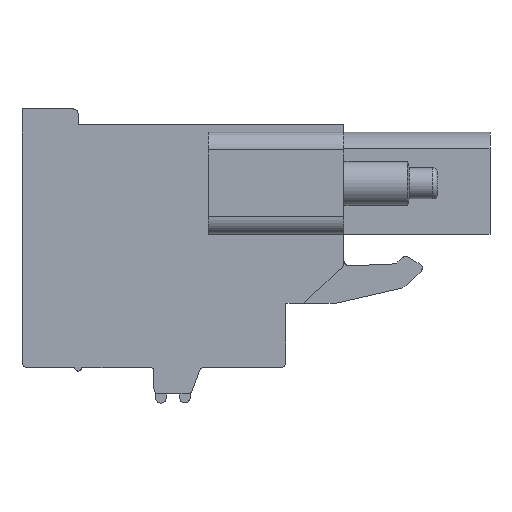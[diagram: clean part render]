
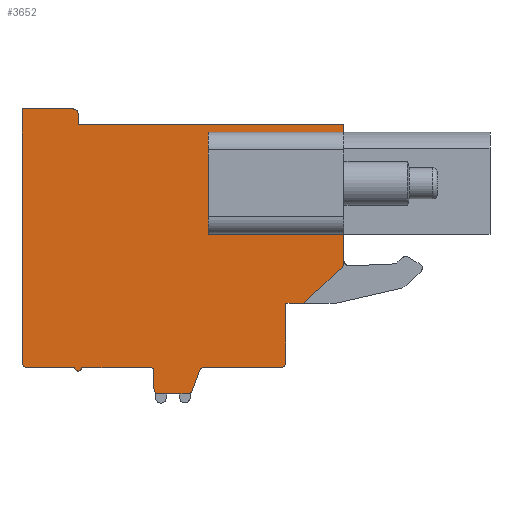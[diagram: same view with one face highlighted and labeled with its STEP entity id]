
A CAD part, left-side view. The second image highlights one B-rep face of the part: STEP entity #3652.
In plain terms, the highlighted planar face has unit normal (-1, 0, 0).
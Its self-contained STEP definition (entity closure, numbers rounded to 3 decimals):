
#694=DIRECTION('',(0.,1.,0.));
#695=VECTOR('',#694,6.1);
#696=CARTESIAN_POINT('',(-10.78,-4.06,0.73));
#697=LINE('',#696,#695);
#698=DIRECTION('',(0.,1.,0.));
#699=VECTOR('',#698,6.1);
#700=CARTESIAN_POINT('',(-10.78,-4.06,6.53));
#701=LINE('',#700,#699);
#702=DIRECTION('',(0.,0.,-1.));
#703=VECTOR('',#702,7.87);
#704=CARTESIAN_POINT('',(-10.78,-5.66,6.96));
#705=LINE('',#704,#703);
#706=CARTESIAN_POINT('',(-10.78,-5.36,-0.91));
#707=DIRECTION('',(1.,0.,0.));
#708=DIRECTION('',(0.,-1.,0.));
#709=AXIS2_PLACEMENT_3D('',#706,#707,#708);
#711=DIRECTION('',(0.,0.731,-0.683));
#712=VECTOR('',#711,3.018);
#713=CARTESIAN_POINT('',(-10.78,-5.565,-1.129));
#714=LINE('',#713,#712);
#715=DIRECTION('',(0.,1.,0.));
#716=VECTOR('',#715,1.);
#717=CARTESIAN_POINT('',(-10.78,-3.36,-3.19));
#718=LINE('',#717,#716);
#719=DIRECTION('',(0.,0.,-1.));
#720=VECTOR('',#719,3.35);
#721=CARTESIAN_POINT('',(-10.78,-2.36,-3.19));
#722=LINE('',#721,#720);
#723=CARTESIAN_POINT('',(-10.78,-2.06,-6.54));
#724=DIRECTION('',(1.,0.,0.));
#725=DIRECTION('',(0.,-1.,0.));
#726=AXIS2_PLACEMENT_3D('',#723,#724,#725);
#728=DIRECTION('',(0.,1.,0.));
#729=VECTOR('',#728,4.34);
#730=CARTESIAN_POINT('',(-10.78,-2.06,-6.84));
#731=LINE('',#730,#729);
#732=CARTESIAN_POINT('',(-10.78,2.28,-7.14));
#733=DIRECTION('',(-1.,0.,0.));
#734=DIRECTION('',(0.,0.,1.));
#735=AXIS2_PLACEMENT_3D('',#732,#733,#734);
#737=DIRECTION('',(0.,0.345,-0.939));
#738=VECTOR('',#737,1.179);
#739=CARTESIAN_POINT('',(-10.78,2.562,-7.037));
#740=LINE('',#739,#738);
#741=CARTESIAN_POINT('',(-10.78,3.25,-8.04));
#742=DIRECTION('',(1.,0.,0.));
#743=DIRECTION('',(0.,-0.939,-0.345));
#744=AXIS2_PLACEMENT_3D('',#741,#742,#743);
#746=DIRECTION('',(0.,1.,0.));
#747=VECTOR('',#746,1.59);
#748=CARTESIAN_POINT('',(-10.78,3.25,-8.34));
#749=LINE('',#748,#747);
#750=CARTESIAN_POINT('',(-10.78,4.84,-8.04));
#751=DIRECTION('',(1.,0.,0.));
#752=DIRECTION('',(0.,0.,-1.));
#753=AXIS2_PLACEMENT_3D('',#750,#751,#752);
#755=DIRECTION('',(0.,0.,1.));
#756=VECTOR('',#755,1.);
#757=CARTESIAN_POINT('',(-10.78,5.14,-8.04));
#758=LINE('',#757,#756);
#759=CARTESIAN_POINT('',(-10.78,5.34,-7.04));
#760=DIRECTION('',(-1.,0.,0.));
#761=DIRECTION('',(0.,-1.,0.));
#762=AXIS2_PLACEMENT_3D('',#759,#760,#761);
#764=DIRECTION('',(0.,1.,0.));
#765=VECTOR('',#764,3.9);
#766=CARTESIAN_POINT('',(-10.78,5.34,-6.84));
#767=LINE('',#766,#765);
#768=CARTESIAN_POINT('',(-10.78,9.44,-6.84));
#769=DIRECTION('',(1.,0.,0.));
#770=DIRECTION('',(0.,-1.,0.));
#771=AXIS2_PLACEMENT_3D('',#768,#769,#770);
#773=DIRECTION('',(0.,1.,0.));
#774=VECTOR('',#773,2.7);
#775=CARTESIAN_POINT('',(-10.78,9.64,-6.84));
#776=LINE('',#775,#774);
#777=CARTESIAN_POINT('',(-10.78,12.34,-6.54));
#778=DIRECTION('',(1.,0.,0.));
#779=DIRECTION('',(0.,0.,-1.));
#780=AXIS2_PLACEMENT_3D('',#777,#778,#779);
#782=DIRECTION('',(0.,0.,1.));
#783=VECTOR('',#782,14.4);
#784=CARTESIAN_POINT('',(-10.78,12.64,-6.54));
#785=LINE('',#784,#783);
#786=DIRECTION('',(0.,-1.,0.));
#787=VECTOR('',#786,2.9);
#788=CARTESIAN_POINT('',(-10.78,12.64,7.86));
#789=LINE('',#788,#787);
#790=CARTESIAN_POINT('',(-10.78,9.74,7.56));
#791=DIRECTION('',(1.,0.,0.));
#792=DIRECTION('',(0.,0.,1.));
#793=AXIS2_PLACEMENT_3D('',#790,#791,#792);
#795=DIRECTION('',(0.,0.,-1.));
#796=VECTOR('',#795,0.6);
#797=CARTESIAN_POINT('',(-10.78,9.44,7.56));
#798=LINE('',#797,#796);
#799=DIRECTION('',(0.,-1.,0.));
#800=VECTOR('',#799,15.1);
#801=CARTESIAN_POINT('',(-10.78,9.44,6.96));
#802=LINE('',#801,#800);
#854=DIRECTION('',(0.,0.,1.));
#855=VECTOR('',#854,5.8);
#856=CARTESIAN_POINT('',(-10.78,2.04,0.73));
#857=LINE('',#856,#855);
#959=DIRECTION('',(0.,0.,1.));
#960=VECTOR('',#959,5.8);
#961=CARTESIAN_POINT('',(-10.78,-4.06,0.73));
#962=LINE('',#961,#960);
#2125=CARTESIAN_POINT('',(-10.78,9.44,6.96));
#2126=CARTESIAN_POINT('',(-10.78,-5.66,6.96));
#2127=VERTEX_POINT('',#2125);
#2128=VERTEX_POINT('',#2126);
#2129=CARTESIAN_POINT('',(-10.78,-5.66,-0.91));
#2130=CARTESIAN_POINT('',(-10.78,-5.565,-1.129));
#2131=VERTEX_POINT('',#2129);
#2132=VERTEX_POINT('',#2130);
#2133=CARTESIAN_POINT('',(-10.78,-3.36,-3.19));
#2134=VERTEX_POINT('',#2133);
#2135=CARTESIAN_POINT('',(-10.78,-2.36,-3.19));
#2136=VERTEX_POINT('',#2135);
#2137=CARTESIAN_POINT('',(-10.78,-2.36,-6.54));
#2138=VERTEX_POINT('',#2137);
#2139=CARTESIAN_POINT('',(-10.78,-2.06,-6.84));
#2140=VERTEX_POINT('',#2139);
#2141=CARTESIAN_POINT('',(-10.78,2.28,-6.84));
#2142=VERTEX_POINT('',#2141);
#2143=CARTESIAN_POINT('',(-10.78,2.562,-7.037));
#2144=VERTEX_POINT('',#2143);
#2145=CARTESIAN_POINT('',(-10.78,2.968,-8.143));
#2146=VERTEX_POINT('',#2145);
#2147=CARTESIAN_POINT('',(-10.78,3.25,-8.34));
#2148=VERTEX_POINT('',#2147);
#2149=CARTESIAN_POINT('',(-10.78,4.84,-8.34));
#2150=VERTEX_POINT('',#2149);
#2151=CARTESIAN_POINT('',(-10.78,5.14,-8.04));
#2152=VERTEX_POINT('',#2151);
#2153=CARTESIAN_POINT('',(-10.78,5.14,-7.04));
#2154=VERTEX_POINT('',#2153);
#2155=CARTESIAN_POINT('',(-10.78,5.34,-6.84));
#2156=VERTEX_POINT('',#2155);
#2157=CARTESIAN_POINT('',(-10.78,9.24,-6.84));
#2158=VERTEX_POINT('',#2157);
#2159=CARTESIAN_POINT('',(-10.78,9.64,-6.84));
#2160=VERTEX_POINT('',#2159);
#2161=CARTESIAN_POINT('',(-10.78,12.34,-6.84));
#2162=VERTEX_POINT('',#2161);
#2163=CARTESIAN_POINT('',(-10.78,12.64,-6.54));
#2164=VERTEX_POINT('',#2163);
#2165=CARTESIAN_POINT('',(-10.78,12.64,7.86));
#2166=VERTEX_POINT('',#2165);
#2167=CARTESIAN_POINT('',(-10.78,9.74,7.86));
#2168=VERTEX_POINT('',#2167);
#2169=CARTESIAN_POINT('',(-10.78,9.44,7.56));
#2170=VERTEX_POINT('',#2169);
#2575=CARTESIAN_POINT('',(-10.78,2.04,0.73));
#2576=CARTESIAN_POINT('',(-10.78,2.04,6.53));
#2577=VERTEX_POINT('',#2575);
#2578=VERTEX_POINT('',#2576);
#2611=CARTESIAN_POINT('',(-10.78,-4.06,0.73));
#2612=CARTESIAN_POINT('',(-10.78,-4.06,6.53));
#2613=VERTEX_POINT('',#2611);
#2614=VERTEX_POINT('',#2612);
#3590=CARTESIAN_POINT('',(-10.78,0.,0.));
#3591=DIRECTION('',(1.,0.,0.));
#3592=DIRECTION('',(0.,-1.,0.));
#3593=AXIS2_PLACEMENT_3D('',#3590,#3591,#3592);
#3594=PLANE('',#3593);
#3595=ORIENTED_EDGE('',*,*,#2863,.T.);
#3597=ORIENTED_EDGE('',*,*,#3596,.T.);
#3599=ORIENTED_EDGE('',*,*,#3598,.T.);
#3601=ORIENTED_EDGE('',*,*,#3600,.T.);
#3603=ORIENTED_EDGE('',*,*,#3602,.T.);
#3605=ORIENTED_EDGE('',*,*,#3604,.T.);
#3607=ORIENTED_EDGE('',*,*,#3606,.T.);
#3609=ORIENTED_EDGE('',*,*,#3608,.T.);
#3611=ORIENTED_EDGE('',*,*,#3610,.T.);
#3613=ORIENTED_EDGE('',*,*,#3612,.T.);
#3615=ORIENTED_EDGE('',*,*,#3614,.T.);
#3617=ORIENTED_EDGE('',*,*,#3616,.T.);
#3619=ORIENTED_EDGE('',*,*,#3618,.T.);
#3621=ORIENTED_EDGE('',*,*,#3620,.T.);
#3623=ORIENTED_EDGE('',*,*,#3622,.T.);
#3625=ORIENTED_EDGE('',*,*,#3624,.T.);
#3627=ORIENTED_EDGE('',*,*,#3626,.T.);
#3629=ORIENTED_EDGE('',*,*,#3628,.T.);
#3631=ORIENTED_EDGE('',*,*,#3630,.T.);
#3633=ORIENTED_EDGE('',*,*,#3632,.T.);
#3635=ORIENTED_EDGE('',*,*,#3634,.T.);
#3637=ORIENTED_EDGE('',*,*,#3636,.T.);
#3639=ORIENTED_EDGE('',*,*,#3638,.T.);
#3640=EDGE_LOOP('',(#3595,#3597,#3599,#3601,#3603,#3605,#3607,#3609,#3611,#3613,
#3615,#3617,#3619,#3621,#3623,#3625,#3627,#3629,#3631,#3633,#3635,#3637,#3639));
#3641=FACE_OUTER_BOUND('',#3640,.F.);
#3643=ORIENTED_EDGE('',*,*,#3642,.F.);
#3645=ORIENTED_EDGE('',*,*,#3644,.T.);
#3647=ORIENTED_EDGE('',*,*,#3646,.T.);
#3649=ORIENTED_EDGE('',*,*,#3648,.F.);
#3650=EDGE_LOOP('',(#3643,#3645,#3647,#3649));
#3651=FACE_BOUND('',#3650,.F.);
#3652=ADVANCED_FACE('',(#3641,#3651),#3594,.F.);
#710=CIRCLE('',#709,0.3);
#727=CIRCLE('',#726,0.3);
#736=CIRCLE('',#735,0.3);
#745=CIRCLE('',#744,0.3);
#754=CIRCLE('',#753,0.3);
#763=CIRCLE('',#762,0.2);
#772=CIRCLE('',#771,0.2);
#781=CIRCLE('',#780,0.3);
#794=CIRCLE('',#793,0.3);
#2863=EDGE_CURVE('',#2128,#2131,#705,.T.);
#3596=EDGE_CURVE('',#2131,#2132,#710,.T.);
#3598=EDGE_CURVE('',#2132,#2134,#714,.T.);
#3600=EDGE_CURVE('',#2134,#2136,#718,.T.);
#3602=EDGE_CURVE('',#2136,#2138,#722,.T.);
#3604=EDGE_CURVE('',#2138,#2140,#727,.T.);
#3606=EDGE_CURVE('',#2140,#2142,#731,.T.);
#3608=EDGE_CURVE('',#2142,#2144,#736,.T.);
#3610=EDGE_CURVE('',#2144,#2146,#740,.T.);
#3612=EDGE_CURVE('',#2146,#2148,#745,.T.);
#3614=EDGE_CURVE('',#2148,#2150,#749,.T.);
#3616=EDGE_CURVE('',#2150,#2152,#754,.T.);
#3618=EDGE_CURVE('',#2152,#2154,#758,.T.);
#3620=EDGE_CURVE('',#2154,#2156,#763,.T.);
#3622=EDGE_CURVE('',#2156,#2158,#767,.T.);
#3624=EDGE_CURVE('',#2158,#2160,#772,.T.);
#3626=EDGE_CURVE('',#2160,#2162,#776,.T.);
#3628=EDGE_CURVE('',#2162,#2164,#781,.T.);
#3630=EDGE_CURVE('',#2164,#2166,#785,.T.);
#3632=EDGE_CURVE('',#2166,#2168,#789,.T.);
#3634=EDGE_CURVE('',#2168,#2170,#794,.T.);
#3636=EDGE_CURVE('',#2170,#2127,#798,.T.);
#3638=EDGE_CURVE('',#2127,#2128,#802,.T.);
#3642=EDGE_CURVE('',#2613,#2577,#697,.T.);
#3644=EDGE_CURVE('',#2613,#2614,#962,.T.);
#3646=EDGE_CURVE('',#2614,#2578,#701,.T.);
#3648=EDGE_CURVE('',#2577,#2578,#857,.T.);
